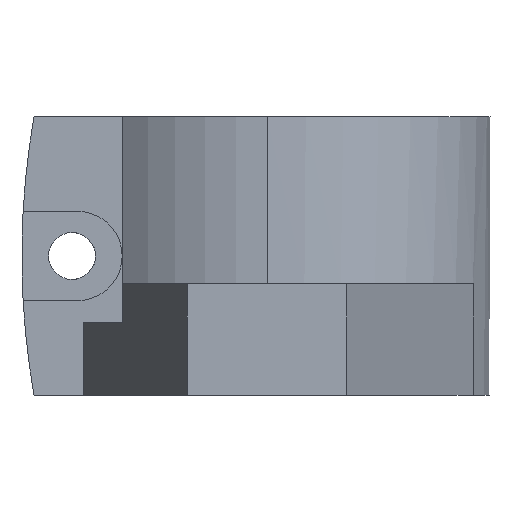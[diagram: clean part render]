
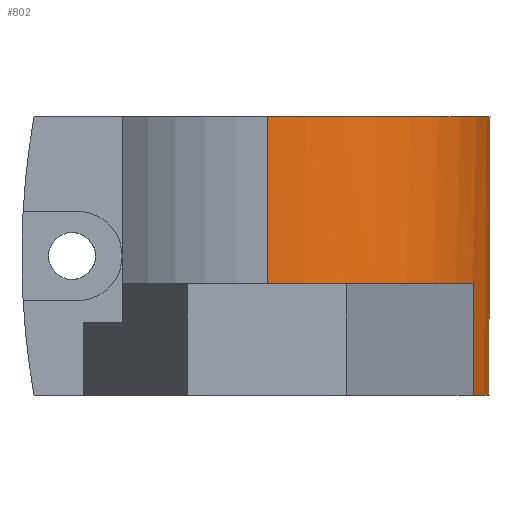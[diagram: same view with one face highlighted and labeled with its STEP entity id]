
A CAD part, left-side view. The second image highlights one B-rep face of the part: STEP entity #802.
In plain terms, the highlighted cylindrical face has radius 20 mm (diameter 40 mm), a partial arc.
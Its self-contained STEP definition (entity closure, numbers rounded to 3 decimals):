
#10 = ORIENTED_EDGE ( 'NONE', *, *, #56, .F. ) ;
#11 = ORIENTED_EDGE ( 'NONE', *, *, #55, .T. ) ;
#12 = ORIENTED_EDGE ( 'NONE', *, *, #46, .F. ) ;
#13 = ORIENTED_EDGE ( 'NONE', *, *, #57, .F. ) ;
#17 = ORIENTED_EDGE ( 'NONE', *, *, #53, .F. ) ;
#18 = ORIENTED_EDGE ( 'NONE', *, *, #58, .F. ) ;
#23 = ORIENTED_EDGE ( 'NONE', *, *, #54, .F. ) ;
#31 = ORIENTED_EDGE ( 'NONE', *, *, #59, .F. ) ;
#46 = EDGE_CURVE ( 'NONE', #136, #117, #1081, .T. ) ;
#53 = EDGE_CURVE ( 'NONE', #129, #137, #1092, .T. ) ;
#54 = EDGE_CURVE ( 'NONE', #119, #129, #1084, .T. ) ;
#55 = EDGE_CURVE ( 'NONE', #122, #117, #1091, .T. ) ;
#56 = EDGE_CURVE ( 'NONE', #122, #113, #1097, .T. ) ;
#57 = EDGE_CURVE ( 'NONE', #137, #136, #1096, .T. ) ;
#58 = EDGE_CURVE ( 'NONE', #125, #119, #1100, .T. ) ;
#59 = EDGE_CURVE ( 'NONE', #113, #125, #1099, .T. ) ;
#113 = VERTEX_POINT ( 'NONE', #370 ) ;
#117 = VERTEX_POINT ( 'NONE', #373 ) ;
#119 = VERTEX_POINT ( 'NONE', #367 ) ;
#122 = VERTEX_POINT ( 'NONE', #377 ) ;
#125 = VERTEX_POINT ( 'NONE', #380 ) ;
#129 = VERTEX_POINT ( 'NONE', #384 ) ;
#136 = VERTEX_POINT ( 'NONE', #388 ) ;
#137 = VERTEX_POINT ( 'NONE', #389 ) ;
#219 = CARTESIAN_POINT ( 'NONE',  ( -70., 0., 10. ) ) ;
#220 = DIRECTION ( 'NONE',  ( 0., 0., -1. ) ) ;
#221 = DIRECTION ( 'NONE',  ( 1., 0., 0. ) ) ;
#228 = CARTESIAN_POINT ( 'NONE',  ( -70., 0., 0. ) ) ;
#235 = CARTESIAN_POINT ( 'NONE',  ( -90., 0., 10. ) ) ;
#238 = DIRECTION ( 'NONE',  ( 0., 0., -1. ) ) ;
#239 = DIRECTION ( 'NONE',  ( 1., 0., 0. ) ) ;
#240 = CARTESIAN_POINT ( 'NONE',  ( -62.346, -18.478, 10. ) ) ;
#241 = DIRECTION ( 'NONE',  ( 0., 0., -1. ) ) ;
#242 = CARTESIAN_POINT ( 'NONE',  ( -77.654, -18.478, 10. ) ) ;
#243 = DIRECTION ( 'NONE',  ( 0., 0., -1. ) ) ;
#244 = CARTESIAN_POINT ( 'NONE',  ( -70., 0., 25. ) ) ;
#245 = DIRECTION ( 'NONE',  ( 0., 0., 1. ) ) ;
#246 = DIRECTION ( 'NONE',  ( 1., 0., 0. ) ) ;
#247 = CARTESIAN_POINT ( 'NONE',  ( -50., 0., 10. ) ) ;
#248 = DIRECTION ( 'NONE',  ( 0., 0., 1. ) ) ;
#249 = CARTESIAN_POINT ( 'NONE',  ( -70., 0., 10. ) ) ;
#250 = DIRECTION ( 'NONE',  ( 0., 0., -1. ) ) ;
#251 = DIRECTION ( 'NONE',  ( 1., 0., 0. ) ) ;
#253 = DIRECTION ( 'NONE',  ( 0., 0., -1. ) ) ;
#367 = CARTESIAN_POINT ( 'NONE',  ( -62.346, -18.478, 10. ) ) ;
#370 = CARTESIAN_POINT ( 'NONE',  ( -50., 0., 25. ) ) ;
#373 = CARTESIAN_POINT ( 'NONE',  ( -90., 0., 10. ) ) ;
#377 = CARTESIAN_POINT ( 'NONE',  ( -90., 0., 25. ) ) ;
#380 = CARTESIAN_POINT ( 'NONE',  ( -50., 0., 10. ) ) ;
#384 = CARTESIAN_POINT ( 'NONE',  ( -62.346, -18.478, 0. ) ) ;
#388 = CARTESIAN_POINT ( 'NONE',  ( -77.654, -18.478, 10. ) ) ;
#389 = CARTESIAN_POINT ( 'NONE',  ( -77.654, -18.478, 0. ) ) ;
#535 = DIRECTION ( 'NONE',  ( 1., 0., 0. ) ) ;
#536 = DIRECTION ( 'NONE',  ( 0., 0., -1. ) ) ;
#537 = CARTESIAN_POINT ( 'NONE',  ( -70., 0., 10. ) ) ;
#717 = AXIS2_PLACEMENT_3D ( 'NONE', #219, #220, #221 ) ;
#720 = AXIS2_PLACEMENT_3D ( 'NONE', #249, #250, #251 ) ;
#721 = AXIS2_PLACEMENT_3D ( 'NONE', #228, #238, #239 ) ;
#723 = AXIS2_PLACEMENT_3D ( 'NONE', #244, #245, #246 ) ;
#758 = AXIS2_PLACEMENT_3D ( 'NONE', #537, #536, #535 ) ;
#802 = ADVANCED_FACE ( 'NONE', ( #1244 ), #1247, .T. ) ;
#1044 = EDGE_LOOP ( 'NONE', ( #10, #11, #12, #13, #17, #23, #18, #31 ) ) ;
#1081 = CIRCLE ( 'NONE', #717, 20. ) ;
#1084 = LINE ( 'NONE', #240, #1089 ) ;
#1085 = VECTOR ( 'NONE', #253, 1000. ) ;
#1089 = VECTOR ( 'NONE', #241, 1000. ) ;
#1091 = LINE ( 'NONE', #235, #1093 ) ;
#1092 = CIRCLE ( 'NONE', #721, 20. ) ;
#1093 = VECTOR ( 'NONE', #243, 1000. ) ;
#1094 = VECTOR ( 'NONE', #248, 1000. ) ;
#1096 = LINE ( 'NONE', #242, #1094 ) ;
#1097 = CIRCLE ( 'NONE', #723, 20. ) ;
#1099 = LINE ( 'NONE', #247, #1085 ) ;
#1100 = CIRCLE ( 'NONE', #720, 20. ) ;
#1244 = FACE_OUTER_BOUND ( 'NONE', #1044, .T. ) ;
#1247 = CYLINDRICAL_SURFACE ( 'NONE', #758, 20. ) ;
